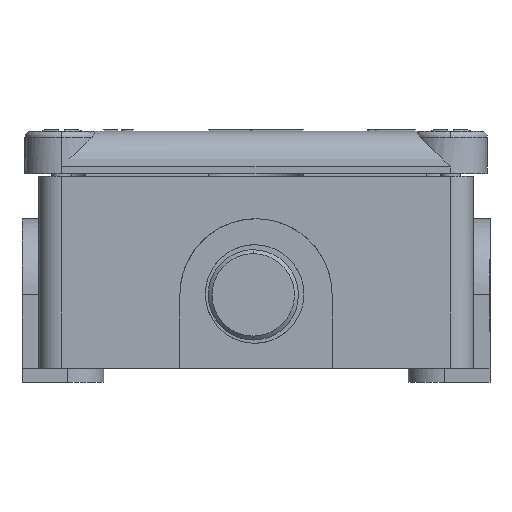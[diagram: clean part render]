
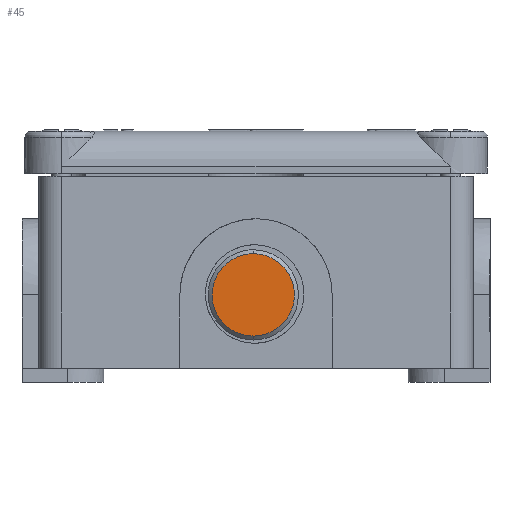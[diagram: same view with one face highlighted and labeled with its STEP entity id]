
A CAD part, front view. The second image highlights one B-rep face of the part: STEP entity #45.
In plain terms, the highlighted planar face has unit normal (0, -1, 0).
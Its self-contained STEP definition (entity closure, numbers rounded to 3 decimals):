
#45=ADVANCED_FACE('',(#1512),#22447,.T.);
#1512=FACE_OUTER_BOUND('',#2892,.T.);
#2892=EDGE_LOOP('',(#4416,#4417));
#4416=ORIENTED_EDGE('',*,*,#12038,.F.);
#4417=ORIENTED_EDGE('',*,*,#12037,.F.);
#12037=EDGE_CURVE('',#19704,#19705,#15826,.T.);
#12038=EDGE_CURVE('',#19705,#19704,#15827,.T.);
#15826=(
BOUNDED_CURVE()
B_SPLINE_CURVE(2,(#27907,#27908,#27909,#27910,#27911),.UNSPECIFIED.,.F.,
 .F.)
B_SPLINE_CURVE_WITH_KNOTS((3,2,3),(0.,11.467,22.934),
 .UNSPECIFIED.)
CURVE()
GEOMETRIC_REPRESENTATION_ITEM()
RATIONAL_B_SPLINE_CURVE((1.,0.707,1.,0.707,1.))
REPRESENTATION_ITEM('')
);
#15827=(
BOUNDED_CURVE()
B_SPLINE_CURVE(2,(#27912,#27913,#27914,#27915,#27916),.UNSPECIFIED.,.F.,
 .F.)
B_SPLINE_CURVE_WITH_KNOTS((3,2,3),(0.,11.467,22.934),
 .UNSPECIFIED.)
CURVE()
GEOMETRIC_REPRESENTATION_ITEM()
RATIONAL_B_SPLINE_CURVE((1.,0.707,1.,0.707,1.))
REPRESENTATION_ITEM('')
);
#19704=VERTEX_POINT('',#27399);
#19705=VERTEX_POINT('',#27400);
#22447=PLANE('',#23727);
#23727=AXIS2_PLACEMENT_3D('',#25976,#24837,$);
#24837=DIRECTION('',(0.,-1.,0.));
#25976=CARTESIAN_POINT('',(-33.225,-38.2,6.739));
#27399=CARTESIAN_POINT('',(-41.986,-38.2,22.8));
#27400=CARTESIAN_POINT('',(-41.986,-38.2,8.2));
#27907=CARTESIAN_POINT('',(-41.986,-38.2,22.8));
#27908=CARTESIAN_POINT('',(-34.686,-38.2,22.8));
#27909=CARTESIAN_POINT('',(-34.686,-38.2,15.5));
#27910=CARTESIAN_POINT('',(-34.686,-38.2,8.2));
#27911=CARTESIAN_POINT('',(-41.986,-38.2,8.2));
#27912=CARTESIAN_POINT('',(-41.986,-38.2,8.2));
#27913=CARTESIAN_POINT('',(-49.286,-38.2,8.2));
#27914=CARTESIAN_POINT('',(-49.286,-38.2,15.5));
#27915=CARTESIAN_POINT('',(-49.286,-38.2,22.8));
#27916=CARTESIAN_POINT('',(-41.986,-38.2,22.8));
